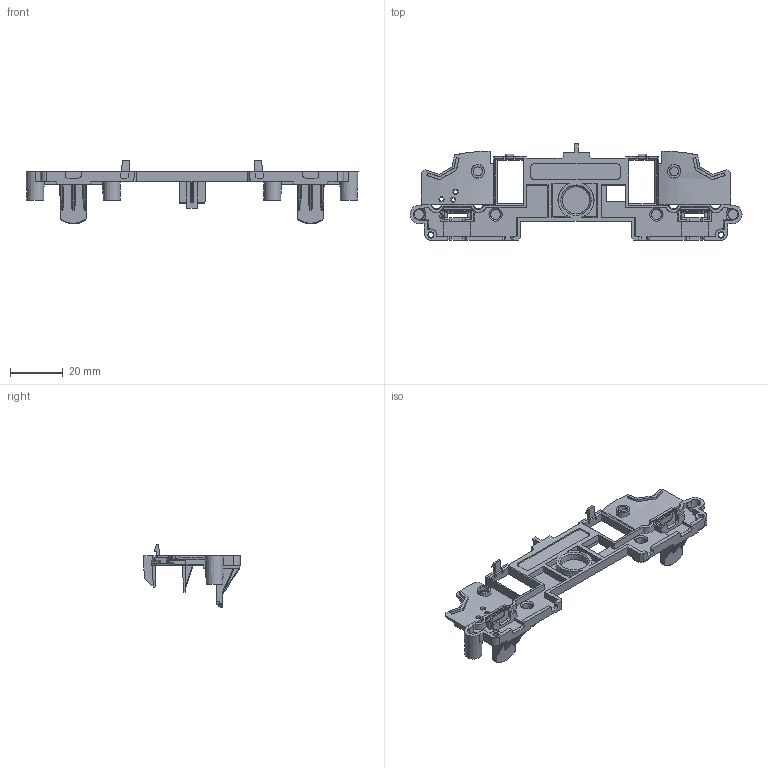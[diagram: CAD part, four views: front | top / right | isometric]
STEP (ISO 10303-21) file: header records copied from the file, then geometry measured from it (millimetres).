
FILE_DESCRIPTION(/* description */ (''),/* implementation_level */ '2;1');
FILE_NAME(/* name */ 'MechTriggerBracket.step',/* time_stamp */ '2024-08-26T13:12:11-07:00',/* author */ (''),/* organization */ (''),/* preprocessor_version */ 'ST-DEVELOPER v20',/* originating_system */ 'Autodesk Translation Framework v13.14.0.145',/* authorisation */ '');
FILE_SCHEMA (('AUTOMOTIVE_DESIGN { 1 0 10303 214 3 1 1 }'));
Length unit declared in the file: millimetre
Products named in the file (1): MechTriggerBracket
Bounding box: 125.89 x 36.6 x 24.15 mm (x, y, z)
Volume: 7170.5 mm3; surface area: 11832.1 mm2
Topology: 1 solids, 1 shells, 557 faces, 1612 edges, 1063 vertices
Faces by surface type: plane 394, cone 69, bspline 68, cylinder 26
Entity records: 24016 total; most frequent: CARTESIAN_POINT 9893, ORIENTED_EDGE 3224, DIRECTION 2512, EDGE_CURVE 1612, LINE 1088, VECTOR 1088, VERTEX_POINT 1063, AXIS2_PLACEMENT_3D 712
